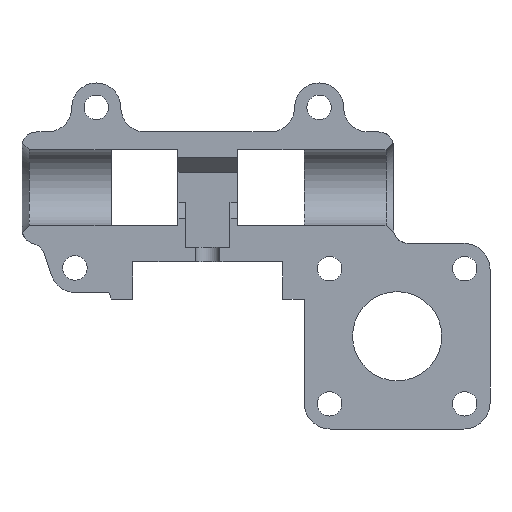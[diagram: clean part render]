
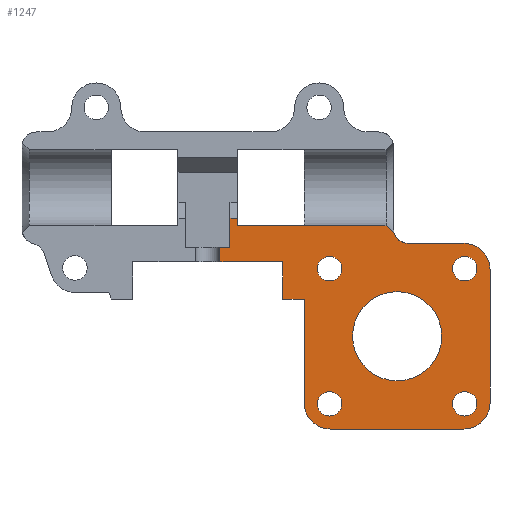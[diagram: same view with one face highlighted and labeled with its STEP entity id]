
A CAD part, front view. The second image highlights one B-rep face of the part: STEP entity #1247.
In plain terms, the highlighted planar face has unit normal (0, -1, 0).
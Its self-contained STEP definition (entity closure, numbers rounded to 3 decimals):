
#17=FACE_BOUND('',#136,.T.);
#18=FACE_BOUND('',#137,.T.);
#19=FACE_BOUND('',#138,.T.);
#20=FACE_BOUND('',#139,.T.);
#21=FACE_BOUND('',#140,.T.);
#35=PLANE('',#1328);
#72=FACE_OUTER_BOUND('',#135,.T.);
#135=EDGE_LOOP('',(#855,#856,#857,#858,#859,#860,#861,#862,#863,#864,#865,
#866,#867,#868,#869,#870,#871,#872,#873));
#136=EDGE_LOOP('',(#874));
#137=EDGE_LOOP('',(#875));
#138=EDGE_LOOP('',(#876));
#139=EDGE_LOOP('',(#877));
#140=EDGE_LOOP('',(#878));
#214=LINE('',#1823,#344);
#219=LINE('',#1838,#349);
#220=LINE('',#1842,#350);
#221=LINE('',#1845,#351);
#222=LINE('',#1847,#352);
#223=LINE('',#1849,#353);
#224=LINE('',#1851,#354);
#225=LINE('',#1853,#355);
#226=LINE('',#1855,#356);
#227=LINE('',#1857,#357);
#228=LINE('',#1859,#358);
#229=LINE('',#1861,#359);
#230=LINE('',#1863,#360);
#231=LINE('',#1865,#361);
#232=LINE('',#1866,#362);
#344=VECTOR('',#1450,10.);
#349=VECTOR('',#1463,10.);
#350=VECTOR('',#1466,10.);
#351=VECTOR('',#1469,10.);
#352=VECTOR('',#1470,10.);
#353=VECTOR('',#1471,10.);
#354=VECTOR('',#1472,10.);
#355=VECTOR('',#1473,10.);
#356=VECTOR('',#1474,10.);
#357=VECTOR('',#1475,10.);
#358=VECTOR('',#1476,10.);
#359=VECTOR('',#1477,10.);
#360=VECTOR('',#1478,10.);
#361=VECTOR('',#1479,10.);
#362=VECTOR('',#1480,10.);
#472=CIRCLE('',#1322,2.);
#474=CIRCLE('',#1326,3.5);
#476=CIRCLE('',#1329,3.5);
#477=CIRCLE('',#1330,3.5);
#478=CIRCLE('',#1331,6.);
#479=CIRCLE('',#1332,1.65);
#480=CIRCLE('',#1333,1.65);
#481=CIRCLE('',#1334,1.65);
#482=CIRCLE('',#1335,1.65);
#531=VERTEX_POINT('',#1807);
#532=VERTEX_POINT('',#1814);
#535=VERTEX_POINT('',#1822);
#537=VERTEX_POINT('',#1828);
#538=VERTEX_POINT('',#1829);
#541=VERTEX_POINT('',#1837);
#542=VERTEX_POINT('',#1839);
#543=VERTEX_POINT('',#1841);
#544=VERTEX_POINT('',#1844);
#545=VERTEX_POINT('',#1846);
#546=VERTEX_POINT('',#1848);
#547=VERTEX_POINT('',#1850);
#548=VERTEX_POINT('',#1852);
#549=VERTEX_POINT('',#1854);
#550=VERTEX_POINT('',#1856);
#551=VERTEX_POINT('',#1858);
#552=VERTEX_POINT('',#1860);
#553=VERTEX_POINT('',#1862);
#554=VERTEX_POINT('',#1864);
#555=VERTEX_POINT('',#1867);
#556=VERTEX_POINT('',#1869);
#557=VERTEX_POINT('',#1871);
#558=VERTEX_POINT('',#1873);
#559=VERTEX_POINT('',#1875);
#655=EDGE_CURVE('',#532,#531,#472,.F.);
#659=EDGE_CURVE('',#535,#532,#214,.T.);
#662=EDGE_CURVE('',#537,#538,#474,.T.);
#666=EDGE_CURVE('',#537,#541,#219,.T.);
#667=EDGE_CURVE('',#542,#541,#476,.T.);
#668=EDGE_CURVE('',#542,#543,#220,.T.);
#669=EDGE_CURVE('',#535,#543,#477,.T.);
#670=EDGE_CURVE('',#531,#544,#221,.F.);
#671=EDGE_CURVE('',#544,#545,#222,.T.);
#672=EDGE_CURVE('',#545,#546,#223,.T.);
#673=EDGE_CURVE('',#546,#547,#224,.T.);
#674=EDGE_CURVE('',#547,#548,#225,.T.);
#675=EDGE_CURVE('',#548,#549,#226,.T.);
#676=EDGE_CURVE('',#549,#550,#227,.T.);
#677=EDGE_CURVE('',#550,#551,#228,.T.);
#678=EDGE_CURVE('',#552,#551,#229,.T.);
#679=EDGE_CURVE('',#552,#553,#230,.T.);
#680=EDGE_CURVE('',#554,#553,#231,.T.);
#681=EDGE_CURVE('',#554,#538,#232,.T.);
#682=EDGE_CURVE('',#555,#555,#478,.T.);
#683=EDGE_CURVE('',#556,#556,#479,.T.);
#684=EDGE_CURVE('',#557,#557,#480,.T.);
#685=EDGE_CURVE('',#558,#558,#481,.T.);
#686=EDGE_CURVE('',#559,#559,#482,.T.);
#855=ORIENTED_EDGE('',*,*,#662,.F.);
#856=ORIENTED_EDGE('',*,*,#666,.T.);
#857=ORIENTED_EDGE('',*,*,#667,.F.);
#858=ORIENTED_EDGE('',*,*,#668,.T.);
#859=ORIENTED_EDGE('',*,*,#669,.F.);
#860=ORIENTED_EDGE('',*,*,#659,.T.);
#861=ORIENTED_EDGE('',*,*,#655,.T.);
#862=ORIENTED_EDGE('',*,*,#670,.T.);
#863=ORIENTED_EDGE('',*,*,#671,.T.);
#864=ORIENTED_EDGE('',*,*,#672,.T.);
#865=ORIENTED_EDGE('',*,*,#673,.T.);
#866=ORIENTED_EDGE('',*,*,#674,.T.);
#867=ORIENTED_EDGE('',*,*,#675,.T.);
#868=ORIENTED_EDGE('',*,*,#676,.T.);
#869=ORIENTED_EDGE('',*,*,#677,.T.);
#870=ORIENTED_EDGE('',*,*,#678,.F.);
#871=ORIENTED_EDGE('',*,*,#679,.T.);
#872=ORIENTED_EDGE('',*,*,#680,.F.);
#873=ORIENTED_EDGE('',*,*,#681,.T.);
#874=ORIENTED_EDGE('',*,*,#682,.T.);
#875=ORIENTED_EDGE('',*,*,#683,.T.);
#876=ORIENTED_EDGE('',*,*,#684,.T.);
#877=ORIENTED_EDGE('',*,*,#685,.T.);
#878=ORIENTED_EDGE('',*,*,#686,.T.);
#1247=ADVANCED_FACE('',(#72,#17,#18,#19,#20,#21),#35,.F.);
#1322=AXIS2_PLACEMENT_3D('',#1815,#1442,#1443);
#1326=AXIS2_PLACEMENT_3D('',#1830,#1455,#1456);
#1328=AXIS2_PLACEMENT_3D('',#1836,#1461,#1462);
#1329=AXIS2_PLACEMENT_3D('',#1840,#1464,#1465);
#1330=AXIS2_PLACEMENT_3D('',#1843,#1467,#1468);
#1331=AXIS2_PLACEMENT_3D('',#1868,#1481,#1482);
#1332=AXIS2_PLACEMENT_3D('',#1870,#1483,#1484);
#1333=AXIS2_PLACEMENT_3D('',#1872,#1485,#1486);
#1334=AXIS2_PLACEMENT_3D('',#1874,#1487,#1488);
#1335=AXIS2_PLACEMENT_3D('',#1876,#1489,#1490);
#1442=DIRECTION('center_axis',(0.,-1.,0.));
#1443=DIRECTION('ref_axis',(-0.707,0.,-0.707));
#1450=DIRECTION('',(-1.,0.,0.));
#1455=DIRECTION('center_axis',(0.,1.,0.));
#1456=DIRECTION('ref_axis',(-0.707,0.,-0.707));
#1461=DIRECTION('center_axis',(0.,1.,0.));
#1462=DIRECTION('ref_axis',(1.,0.,0.));
#1463=DIRECTION('',(1.,0.,0.));
#1464=DIRECTION('center_axis',(0.,1.,0.));
#1465=DIRECTION('ref_axis',(0.707,0.,-0.707));
#1466=DIRECTION('',(0.,0.,1.));
#1467=DIRECTION('center_axis',(0.,1.,0.));
#1468=DIRECTION('ref_axis',(0.707,0.,0.707));
#1469=DIRECTION('',(0.707,0.,-0.707));
#1470=DIRECTION('',(-1.,0.,0.));
#1471=DIRECTION('',(-1.,0.,0.));
#1472=DIRECTION('',(0.,0.,1.));
#1473=DIRECTION('',(-1.,0.,0.));
#1474=DIRECTION('',(0.,0.,-1.));
#1475=DIRECTION('',(-1.,0.,0.));
#1476=DIRECTION('',(0.,0.,-1.));
#1477=DIRECTION('',(-1.,0.,0.));
#1478=DIRECTION('',(0.,0.,-1.));
#1479=DIRECTION('',(-1.,0.,0.));
#1480=DIRECTION('',(0.,0.,-1.));
#1481=DIRECTION('center_axis',(0.,1.,0.));
#1482=DIRECTION('ref_axis',(-1.,0.,0.));
#1483=DIRECTION('center_axis',(0.,1.,0.));
#1484=DIRECTION('ref_axis',(-1.,0.,0.));
#1485=DIRECTION('center_axis',(0.,1.,0.));
#1486=DIRECTION('ref_axis',(-1.,0.,0.));
#1487=DIRECTION('center_axis',(0.,1.,0.));
#1488=DIRECTION('ref_axis',(-1.,0.,0.));
#1489=DIRECTION('center_axis',(0.,1.,0.));
#1490=DIRECTION('ref_axis',(-1.,0.,0.));
#1807=CARTESIAN_POINT('',(25.143,0.,-6.243));
#1814=CARTESIAN_POINT('',(27.,0.,-7.5));
#1815=CARTESIAN_POINT('Origin',(27.,0.,-5.5));
#1822=CARTESIAN_POINT('',(34.5,0.,-7.5));
#1823=CARTESIAN_POINT('',(13.,0.,-7.5));
#1828=CARTESIAN_POINT('',(16.5,0.,-32.5));
#1829=CARTESIAN_POINT('',(13.,0.,-29.));
#1830=CARTESIAN_POINT('Origin',(16.5,0.,-29.));
#1836=CARTESIAN_POINT('Origin',(0.,0.,0.));
#1837=CARTESIAN_POINT('',(34.5,0.,-32.5));
#1838=CARTESIAN_POINT('',(38.,0.,-32.5));
#1839=CARTESIAN_POINT('',(38.,0.,-29.));
#1840=CARTESIAN_POINT('Origin',(34.5,0.,-29.));
#1841=CARTESIAN_POINT('',(38.,0.,-11.));
#1842=CARTESIAN_POINT('',(38.,0.,-7.5));
#1843=CARTESIAN_POINT('Origin',(34.5,0.,-11.));
#1844=CARTESIAN_POINT('',(24.,0.,-5.1));
#1845=CARTESIAN_POINT('',(24.5,0.,-5.6));
#1846=CARTESIAN_POINT('',(13.,0.,-5.1));
#1847=CARTESIAN_POINT('',(4.,0.,-5.1));
#1848=CARTESIAN_POINT('',(4.,0.,-5.1));
#1849=CARTESIAN_POINT('',(4.,0.,-5.1));
#1850=CARTESIAN_POINT('',(4.,0.,-4.1));
#1851=CARTESIAN_POINT('',(4.,0.,0.));
#1852=CARTESIAN_POINT('',(3.,0.,-4.1));
#1853=CARTESIAN_POINT('',(0.,0.,-4.1));
#1854=CARTESIAN_POINT('',(3.,0.,-8.));
#1855=CARTESIAN_POINT('',(3.,0.,-0.975));
#1856=CARTESIAN_POINT('',(1.65,0.,-8.));
#1857=CARTESIAN_POINT('',(0.,0.,-8.));
#1858=CARTESIAN_POINT('',(1.65,0.,-10.));
#1859=CARTESIAN_POINT('',(1.65,0.,-10.));
#1860=CARTESIAN_POINT('',(10.1,0.,-10.));
#1861=CARTESIAN_POINT('',(15.,0.,-10.));
#1862=CARTESIAN_POINT('',(10.1,0.,-15.));
#1863=CARTESIAN_POINT('',(10.1,0.,-10.));
#1864=CARTESIAN_POINT('',(13.,0.,-15.));
#1865=CARTESIAN_POINT('',(15.,0.,-15.));
#1866=CARTESIAN_POINT('',(13.,0.,-32.5));
#1867=CARTESIAN_POINT('',(31.5,0.,-20.));
#1868=CARTESIAN_POINT('Origin',(25.5,0.,-20.));
#1869=CARTESIAN_POINT('',(18.05,0.,-10.9));
#1870=CARTESIAN_POINT('Origin',(16.4,0.,-10.9));
#1871=CARTESIAN_POINT('',(36.25,0.,-10.9));
#1872=CARTESIAN_POINT('Origin',(34.6,0.,-10.9));
#1873=CARTESIAN_POINT('',(18.05,0.,-29.1));
#1874=CARTESIAN_POINT('Origin',(16.4,0.,-29.1));
#1875=CARTESIAN_POINT('',(36.25,0.,-29.1));
#1876=CARTESIAN_POINT('Origin',(34.6,0.,-29.1));
